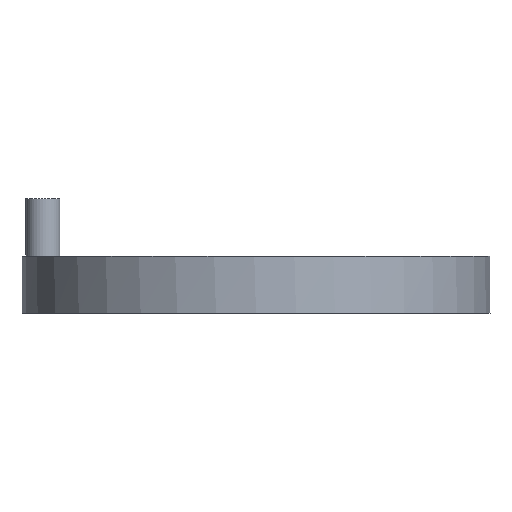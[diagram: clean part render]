
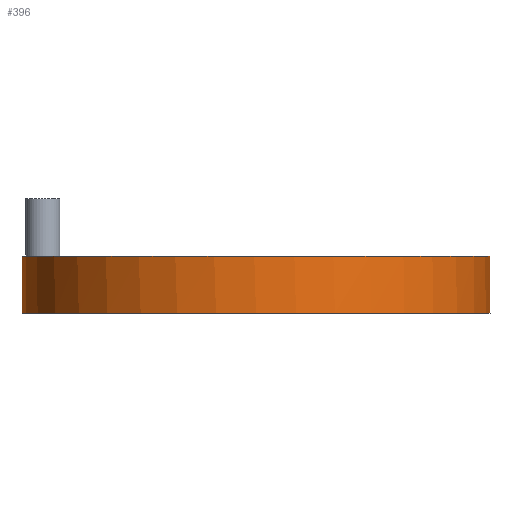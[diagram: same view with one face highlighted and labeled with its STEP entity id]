
A CAD part, front view. The second image highlights one B-rep face of the part: STEP entity #396.
In plain terms, the highlighted cylindrical face has radius 20.5 mm (diameter 41 mm), a partial arc.
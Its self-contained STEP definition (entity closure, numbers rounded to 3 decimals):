
#22 = VERTEX_POINT('',#23);
#23 = CARTESIAN_POINT('',(-1.,20.476,0.));
#32 = PLANE('',#33);
#33 = AXIS2_PLACEMENT_3D('',#34,#35,#36);
#34 = CARTESIAN_POINT('',(-1.,20.476,0.));
#35 = DIRECTION('',(-1.,0.,0.));
#36 = DIRECTION('',(0.,1.,0.));
#44 = PLANE('',#45);
#45 = AXIS2_PLACEMENT_3D('',#46,#47,#48);
#46 = CARTESIAN_POINT('',(0.,2.21,0.));
#47 = DIRECTION('',(0.,0.,1.));
#48 = DIRECTION('',(1.,0.,0.));
#56 = EDGE_CURVE('',#22,#57,#59,.T.);
#57 = VERTEX_POINT('',#58);
#58 = CARTESIAN_POINT('',(-1.,20.476,5.));
#59 = SURFACE_CURVE('',#60,(#64,#71),.PCURVE_S1.);
#60 = LINE('',#61,#62);
#61 = CARTESIAN_POINT('',(-1.,20.476,0.));
#62 = VECTOR('',#63,1.);
#63 = DIRECTION('',(0.,0.,1.));
#64 = PCURVE('',#32,#65);
#65 = DEFINITIONAL_REPRESENTATION('',(#66),#70);
#66 = LINE('',#67,#68);
#67 = CARTESIAN_POINT('',(0.,0.));
#68 = VECTOR('',#69,1.);
#69 = DIRECTION('',(0.,-1.));
#70 = ( GEOMETRIC_REPRESENTATION_CONTEXT(2) 
PARAMETRIC_REPRESENTATION_CONTEXT() REPRESENTATION_CONTEXT('2D SPACE',''
  ) );
#71 = PCURVE('',#72,#77);
#72 = CYLINDRICAL_SURFACE('',#73,20.5);
#73 = AXIS2_PLACEMENT_3D('',#74,#75,#76);
#74 = CARTESIAN_POINT('',(0.,0.,0.));
#75 = DIRECTION('',(-0.,-0.,-1.));
#76 = DIRECTION('',(1.,0.,0.));
#77 = DEFINITIONAL_REPRESENTATION('',(#78),#82);
#78 = LINE('',#79,#80);
#79 = CARTESIAN_POINT('',(-1.62,0.));
#80 = VECTOR('',#81,1.);
#81 = DIRECTION('',(-0.,-1.));
#82 = ( GEOMETRIC_REPRESENTATION_CONTEXT(2) 
PARAMETRIC_REPRESENTATION_CONTEXT() REPRESENTATION_CONTEXT('2D SPACE',''
  ) );
#100 = PLANE('',#101);
#101 = AXIS2_PLACEMENT_3D('',#102,#103,#104);
#102 = CARTESIAN_POINT('',(0.,2.21,5.));
#103 = DIRECTION('',(0.,0.,1.));
#104 = DIRECTION('',(1.,0.,0.));
#239 = EDGE_CURVE('',#22,#240,#242,.T.);
#240 = VERTEX_POINT('',#241);
#241 = CARTESIAN_POINT('',(1.,20.476,0.));
#242 = SURFACE_CURVE('',#243,(#248,#255),.PCURVE_S1.);
#243 = CIRCLE('',#244,20.5);
#244 = AXIS2_PLACEMENT_3D('',#245,#246,#247);
#245 = CARTESIAN_POINT('',(0.,0.,0.));
#246 = DIRECTION('',(0.,0.,1.));
#247 = DIRECTION('',(1.,0.,0.));
#248 = PCURVE('',#44,#249);
#249 = DEFINITIONAL_REPRESENTATION('',(#250),#254);
#250 = CIRCLE('',#251,20.5);
#251 = AXIS2_PLACEMENT_2D('',#252,#253);
#252 = CARTESIAN_POINT('',(0.,-2.21));
#253 = DIRECTION('',(1.,0.));
#254 = ( GEOMETRIC_REPRESENTATION_CONTEXT(2) 
PARAMETRIC_REPRESENTATION_CONTEXT() REPRESENTATION_CONTEXT('2D SPACE',''
  ) );
#255 = PCURVE('',#72,#256);
#256 = DEFINITIONAL_REPRESENTATION('',(#257),#261);
#257 = LINE('',#258,#259);
#258 = CARTESIAN_POINT('',(-0.,0.));
#259 = VECTOR('',#260,1.);
#260 = DIRECTION('',(-1.,0.));
#261 = ( GEOMETRIC_REPRESENTATION_CONTEXT(2) 
PARAMETRIC_REPRESENTATION_CONTEXT() REPRESENTATION_CONTEXT('2D SPACE',''
  ) );
#279 = PLANE('',#280);
#280 = AXIS2_PLACEMENT_3D('',#281,#282,#283);
#281 = CARTESIAN_POINT('',(1.,25.476,0.));
#282 = DIRECTION('',(1.,0.,0.));
#283 = DIRECTION('',(0.,-1.,0.));
#396 = ADVANCED_FACE('',(#397),#72,.T.);
#397 = FACE_BOUND('',#398,.F.);
#398 = EDGE_LOOP('',(#399,#400,#424,#453,#477,#498));
#399 = ORIENTED_EDGE('',*,*,#56,.T.);
#400 = ORIENTED_EDGE('',*,*,#401,.T.);
#401 = EDGE_CURVE('',#57,#402,#404,.T.);
#402 = VERTEX_POINT('',#403);
#403 = CARTESIAN_POINT('',(-20.149,3.776,5.));
#404 = SURFACE_CURVE('',#405,(#410,#417),.PCURVE_S1.);
#405 = CIRCLE('',#406,20.5);
#406 = AXIS2_PLACEMENT_3D('',#407,#408,#409);
#407 = CARTESIAN_POINT('',(0.,0.,5.));
#408 = DIRECTION('',(0.,0.,1.));
#409 = DIRECTION('',(1.,0.,0.));
#410 = PCURVE('',#72,#411);
#411 = DEFINITIONAL_REPRESENTATION('',(#412),#416);
#412 = LINE('',#413,#414);
#413 = CARTESIAN_POINT('',(-0.,-5.));
#414 = VECTOR('',#415,1.);
#415 = DIRECTION('',(-1.,0.));
#416 = ( GEOMETRIC_REPRESENTATION_CONTEXT(2) 
PARAMETRIC_REPRESENTATION_CONTEXT() REPRESENTATION_CONTEXT('2D SPACE',''
  ) );
#417 = PCURVE('',#100,#418);
#418 = DEFINITIONAL_REPRESENTATION('',(#419),#423);
#419 = CIRCLE('',#420,20.5);
#420 = AXIS2_PLACEMENT_2D('',#421,#422);
#421 = CARTESIAN_POINT('',(0.,-2.21));
#422 = DIRECTION('',(1.,0.));
#423 = ( GEOMETRIC_REPRESENTATION_CONTEXT(2) 
PARAMETRIC_REPRESENTATION_CONTEXT() REPRESENTATION_CONTEXT('2D SPACE',''
  ) );
#424 = ORIENTED_EDGE('',*,*,#425,.T.);
#425 = EDGE_CURVE('',#402,#426,#428,.T.);
#426 = VERTEX_POINT('',#427);
#427 = CARTESIAN_POINT('',(-20.149,-3.776,5.));
#428 = SURFACE_CURVE('',#429,(#434,#441),.PCURVE_S1.);
#429 = CIRCLE('',#430,20.5);
#430 = AXIS2_PLACEMENT_3D('',#431,#432,#433);
#431 = CARTESIAN_POINT('',(0.,0.,5.));
#432 = DIRECTION('',(0.,0.,1.));
#433 = DIRECTION('',(1.,0.,0.));
#434 = PCURVE('',#72,#435);
#435 = DEFINITIONAL_REPRESENTATION('',(#436),#440);
#436 = LINE('',#437,#438);
#437 = CARTESIAN_POINT('',(-0.,-5.));
#438 = VECTOR('',#439,1.);
#439 = DIRECTION('',(-1.,0.));
#440 = ( GEOMETRIC_REPRESENTATION_CONTEXT(2) 
PARAMETRIC_REPRESENTATION_CONTEXT() REPRESENTATION_CONTEXT('2D SPACE',''
  ) );
#441 = PCURVE('',#442,#447);
#442 = PLANE('',#443);
#443 = AXIS2_PLACEMENT_3D('',#444,#445,#446);
#444 = CARTESIAN_POINT('',(0.,2.21,5.));
#445 = DIRECTION('',(0.,0.,1.));
#446 = DIRECTION('',(1.,0.,0.));
#447 = DEFINITIONAL_REPRESENTATION('',(#448),#452);
#448 = CIRCLE('',#449,20.5);
#449 = AXIS2_PLACEMENT_2D('',#450,#451);
#450 = CARTESIAN_POINT('',(0.,-2.21));
#451 = DIRECTION('',(1.,0.));
#452 = ( GEOMETRIC_REPRESENTATION_CONTEXT(2) 
PARAMETRIC_REPRESENTATION_CONTEXT() REPRESENTATION_CONTEXT('2D SPACE',''
  ) );
#453 = ORIENTED_EDGE('',*,*,#454,.T.);
#454 = EDGE_CURVE('',#426,#455,#457,.T.);
#455 = VERTEX_POINT('',#456);
#456 = CARTESIAN_POINT('',(1.,20.476,5.));
#457 = SURFACE_CURVE('',#458,(#463,#470),.PCURVE_S1.);
#458 = CIRCLE('',#459,20.5);
#459 = AXIS2_PLACEMENT_3D('',#460,#461,#462);
#460 = CARTESIAN_POINT('',(0.,0.,5.));
#461 = DIRECTION('',(0.,0.,1.));
#462 = DIRECTION('',(1.,0.,0.));
#463 = PCURVE('',#72,#464);
#464 = DEFINITIONAL_REPRESENTATION('',(#465),#469);
#465 = LINE('',#466,#467);
#466 = CARTESIAN_POINT('',(-0.,-5.));
#467 = VECTOR('',#468,1.);
#468 = DIRECTION('',(-1.,0.));
#469 = ( GEOMETRIC_REPRESENTATION_CONTEXT(2) 
PARAMETRIC_REPRESENTATION_CONTEXT() REPRESENTATION_CONTEXT('2D SPACE',''
  ) );
#470 = PCURVE('',#100,#471);
#471 = DEFINITIONAL_REPRESENTATION('',(#472),#476);
#472 = CIRCLE('',#473,20.5);
#473 = AXIS2_PLACEMENT_2D('',#474,#475);
#474 = CARTESIAN_POINT('',(0.,-2.21));
#475 = DIRECTION('',(1.,0.));
#476 = ( GEOMETRIC_REPRESENTATION_CONTEXT(2) 
PARAMETRIC_REPRESENTATION_CONTEXT() REPRESENTATION_CONTEXT('2D SPACE',''
  ) );
#477 = ORIENTED_EDGE('',*,*,#478,.F.);
#478 = EDGE_CURVE('',#240,#455,#479,.T.);
#479 = SURFACE_CURVE('',#480,(#484,#491),.PCURVE_S1.);
#480 = LINE('',#481,#482);
#481 = CARTESIAN_POINT('',(1.,20.476,0.));
#482 = VECTOR('',#483,1.);
#483 = DIRECTION('',(0.,0.,1.));
#484 = PCURVE('',#72,#485);
#485 = DEFINITIONAL_REPRESENTATION('',(#486),#490);
#486 = LINE('',#487,#488);
#487 = CARTESIAN_POINT('',(-7.805,0.));
#488 = VECTOR('',#489,1.);
#489 = DIRECTION('',(-0.,-1.));
#490 = ( GEOMETRIC_REPRESENTATION_CONTEXT(2) 
PARAMETRIC_REPRESENTATION_CONTEXT() REPRESENTATION_CONTEXT('2D SPACE',''
  ) );
#491 = PCURVE('',#279,#492);
#492 = DEFINITIONAL_REPRESENTATION('',(#493),#497);
#493 = LINE('',#494,#495);
#494 = CARTESIAN_POINT('',(5.,0.));
#495 = VECTOR('',#496,1.);
#496 = DIRECTION('',(0.,-1.));
#497 = ( GEOMETRIC_REPRESENTATION_CONTEXT(2) 
PARAMETRIC_REPRESENTATION_CONTEXT() REPRESENTATION_CONTEXT('2D SPACE',''
  ) );
#498 = ORIENTED_EDGE('',*,*,#239,.F.);
